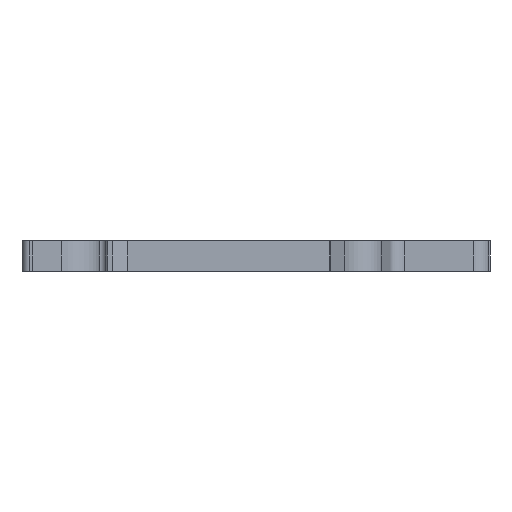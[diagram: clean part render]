
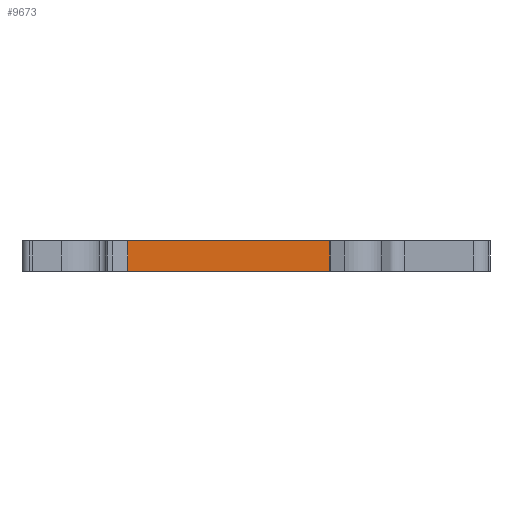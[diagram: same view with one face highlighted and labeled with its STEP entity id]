
A CAD part, front view. The second image highlights one B-rep face of the part: STEP entity #9673.
In plain terms, the highlighted planar face has unit normal (0, -1, 0).
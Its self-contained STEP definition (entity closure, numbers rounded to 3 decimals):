
#536 = ORIENTED_EDGE ( 'NONE', *, *, #1618, .T. ) ;
#1334 = VERTEX_POINT ( 'NONE', #8360 ) ;
#1547 = EDGE_CURVE ( 'NONE', #1334, #6813, #3603, .T. ) ;
#1597 = EDGE_CURVE ( 'NONE', #1334, #5575, #8182, .T. ) ;
#1618 = EDGE_CURVE ( 'NONE', #5575, #11598, #8454, .T. ) ;
#1763 = DIRECTION ( 'NONE',  ( 0., 1., 0. ) ) ;
#2520 = EDGE_LOOP ( 'NONE', ( #12292, #12591, #536, #3061 ) ) ;
#3061 = ORIENTED_EDGE ( 'NONE', *, *, #4454, .F. ) ;
#3603 = LINE ( 'NONE', #5857, #5281 ) ;
#4454 = EDGE_CURVE ( 'NONE', #6813, #11598, #8135, .T. ) ;
#4456 = CARTESIAN_POINT ( 'NONE',  ( -18.015, -11.434, -2.16 ) ) ;
#4601 = DIRECTION ( 'NONE',  ( 1., 0., 0. ) ) ;
#5025 = VECTOR ( 'NONE', #4601, 1000. ) ;
#5281 = VECTOR ( 'NONE', #9792, 1000. ) ;
#5575 = VERTEX_POINT ( 'NONE', #9575 ) ;
#5857 = CARTESIAN_POINT ( 'NONE',  ( -18.015, -11.434, 1.99 ) ) ;
#5901 = CARTESIAN_POINT ( 'NONE',  ( 10.31, -11.434, 2.04 ) ) ;
#6669 = CARTESIAN_POINT ( 'NONE',  ( -18.015, -11.434, 2.04 ) ) ;
#6767 = DIRECTION ( 'NONE',  ( 0., 0., -1. ) ) ;
#6813 = VERTEX_POINT ( 'NONE', #13017 ) ;
#7459 = VECTOR ( 'NONE', #8329, 1000. ) ;
#7600 = AXIS2_PLACEMENT_3D ( 'NONE', #12487, #1763, #12449 ) ;
#8135 = LINE ( 'NONE', #5901, #7459 ) ;
#8182 = LINE ( 'NONE', #6669, #8818 ) ;
#8329 = DIRECTION ( 'NONE',  ( 0., 0., -1. ) ) ;
#8360 = CARTESIAN_POINT ( 'NONE',  ( -18.015, -11.434, 1.99 ) ) ;
#8454 = LINE ( 'NONE', #4456, #5025 ) ;
#8818 = VECTOR ( 'NONE', #6767, 1000. ) ;
#9575 = CARTESIAN_POINT ( 'NONE',  ( -18.015, -11.434, -2.16 ) ) ;
#9586 = CARTESIAN_POINT ( 'NONE',  ( 10.31, -11.434, -2.16 ) ) ;
#9673 = ADVANCED_FACE ( 'NONE', ( #13743 ), #13566, .F. ) ;
#9792 = DIRECTION ( 'NONE',  ( 1., 0., 0. ) ) ;
#11598 = VERTEX_POINT ( 'NONE', #9586 ) ;
#12292 = ORIENTED_EDGE ( 'NONE', *, *, #1547, .F. ) ;
#12449 = DIRECTION ( 'NONE',  ( -1., 0., 0. ) ) ;
#12487 = CARTESIAN_POINT ( 'NONE',  ( -18.015, -11.434, 2.04 ) ) ;
#12591 = ORIENTED_EDGE ( 'NONE', *, *, #1597, .T. ) ;
#13017 = CARTESIAN_POINT ( 'NONE',  ( 10.31, -11.434, 1.99 ) ) ;
#13566 = PLANE ( 'NONE',  #7600 ) ;
#13743 = FACE_OUTER_BOUND ( 'NONE', #2520, .T. ) ;
